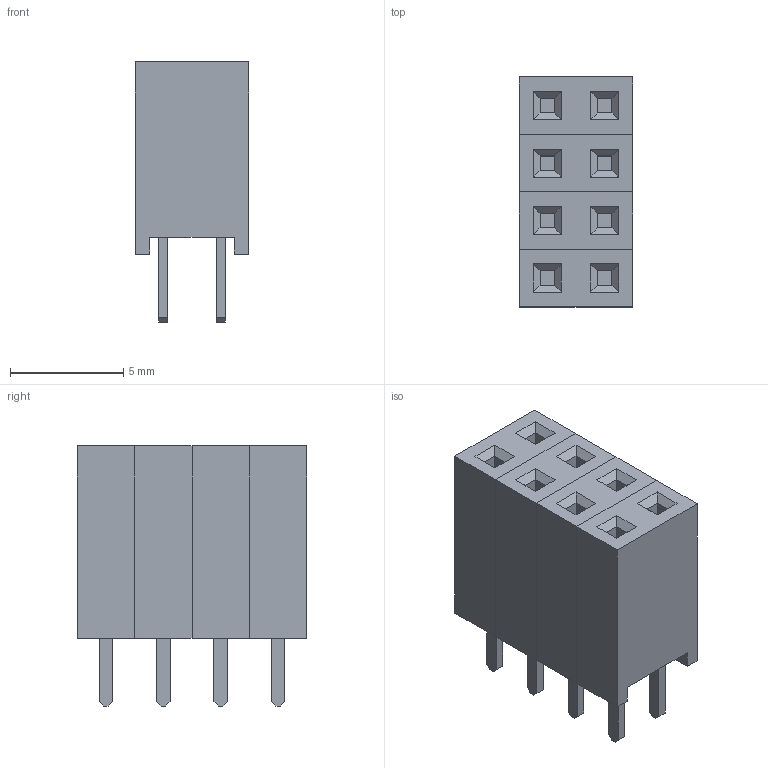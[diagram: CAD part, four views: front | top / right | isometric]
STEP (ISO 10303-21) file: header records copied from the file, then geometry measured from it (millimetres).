
FILE_DESCRIPTION(/* description */ (''),/* implementation_level */ '2;1');
FILE_NAME(/* name */ 'PBD-8.step',/* time_stamp */ '2021-11-04T16:55:07+03:00',/* author */ (''),/* organization */ (''),/* preprocessor_version */ 'ST-DEVELOPER v18.1',/* originating_system */ 'Autodesk Translation Framework v10.10.0.1391',/* authorisation */ '');
FILE_SCHEMA (('AUTOMOTIVE_DESIGN { 1 0 10303 214 3 1 1 }'));
Length unit declared in the file: millimetre
Products named in the file (1): PBD-8
Bounding box: 5 x 10.16 x 11.5 mm (x, y, z)
Volume: 389.4 mm3; surface area: 790 mm2
Topology: 12 solids, 12 shells, 176 faces, 400 edges, 256 vertices
Faces by surface type: plane 176
Entity records: 4824 total; most frequent: CARTESIAN_POINT 833, ORIENTED_EDGE 800, DIRECTION 754, LINE 400, VECTOR 400, EDGE_CURVE 400, VERTEX_POINT 256, EDGE_LOOP 184
